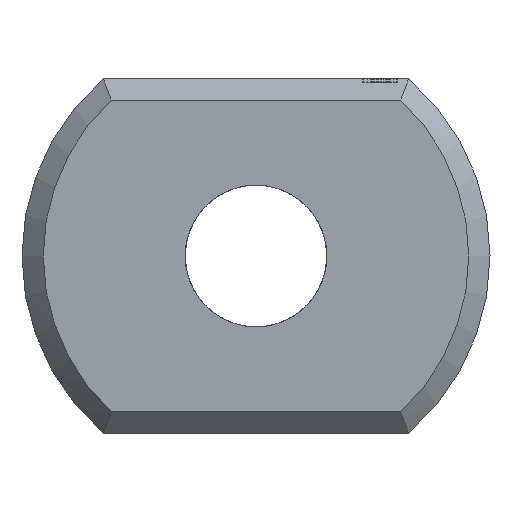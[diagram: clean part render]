
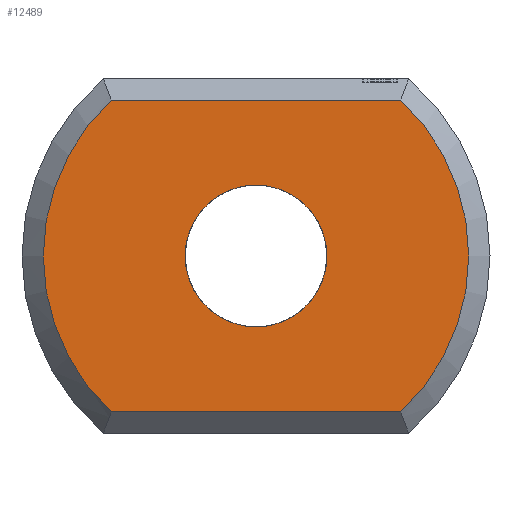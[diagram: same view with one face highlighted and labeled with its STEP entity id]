
A CAD part, left-side view. The second image highlights one B-rep face of the part: STEP entity #12489.
In plain terms, the highlighted planar face has unit normal (-1, 0, 0).
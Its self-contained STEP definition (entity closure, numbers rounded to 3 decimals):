
#298 = PLANE('',#299);
#299 = AXIS2_PLACEMENT_3D('',#300,#301,#302);
#300 = CARTESIAN_POINT('',(0.15,-2.154,-2.35));
#301 = DIRECTION('',(-0.707,0.,-0.707));
#302 = DIRECTION('',(0.,-1.,0.));
#725 = CONICAL_SURFACE('',#726,3.3,0.785);
#726 = AXIS2_PLACEMENT_3D('',#727,#728,#729);
#727 = CARTESIAN_POINT('',(0.3,0.,0.));
#728 = DIRECTION('',(1.,0.,0.));
#729 = DIRECTION('',(0.,0.653,-0.758));
#872 = CONICAL_SURFACE('',#873,3.3,0.785);
#873 = AXIS2_PLACEMENT_3D('',#874,#875,#876);
#874 = CARTESIAN_POINT('',(0.3,0.,0.));
#875 = DIRECTION('',(1.,0.,0.));
#876 = DIRECTION('',(0.,-0.653,0.758));
#909 = VERTEX_POINT('',#910);
#910 = CARTESIAN_POINT('',(0.,-2.04,-2.2));
#937 = VERTEX_POINT('',#938);
#938 = CARTESIAN_POINT('',(0.,2.04,-2.2));
#963 = EDGE_CURVE('',#909,#937,#964,.T.);
#964 = SURFACE_CURVE('',#965,(#969,#976),.PCURVE_S1.);
#965 = LINE('',#966,#967);
#966 = CARTESIAN_POINT('',(0.,-2.154,-2.2));
#967 = VECTOR('',#968,1.);
#968 = DIRECTION('',(0.,1.,0.));
#969 = PCURVE('',#298,#970);
#970 = DEFINITIONAL_REPRESENTATION('',(#971),#975);
#971 = LINE('',#972,#973);
#972 = CARTESIAN_POINT('',(0.,0.212));
#973 = VECTOR('',#974,1.);
#974 = DIRECTION('',(-1.,0.));
#975 = ( GEOMETRIC_REPRESENTATION_CONTEXT(2) 
PARAMETRIC_REPRESENTATION_CONTEXT() REPRESENTATION_CONTEXT('2D SPACE',''
  ) );
#976 = PCURVE('',#977,#982);
#977 = PLANE('',#978);
#978 = AXIS2_PLACEMENT_3D('',#979,#980,#981);
#979 = CARTESIAN_POINT('',(0.,0.,
    0.));
#980 = DIRECTION('',(1.,0.,0.));
#981 = DIRECTION('',(0.,0.,1.));
#982 = DEFINITIONAL_REPRESENTATION('',(#983),#987);
#983 = LINE('',#984,#985);
#984 = CARTESIAN_POINT('',(-2.2,2.154));
#985 = VECTOR('',#986,1.);
#986 = DIRECTION('',(0.,-1.));
#987 = ( GEOMETRIC_REPRESENTATION_CONTEXT(2) 
PARAMETRIC_REPRESENTATION_CONTEXT() REPRESENTATION_CONTEXT('2D SPACE',''
  ) );
#1763 = PLANE('',#1764);
#1764 = AXIS2_PLACEMENT_3D('',#1765,#1766,#1767);
#1765 = CARTESIAN_POINT('',(0.15,-2.154,2.35));
#1766 = DIRECTION('',(0.707,0.,-0.707
    ));
#1767 = DIRECTION('',(0.,-1.,0.));
#12276 = VERTEX_POINT('',#12277);
#12277 = CARTESIAN_POINT('',(0.,2.04,2.2));
#12302 = EDGE_CURVE('',#937,#12276,#12303,.T.);
#12303 = SURFACE_CURVE('',#12304,(#12309,#12316),.PCURVE_S1.);
#12304 = CIRCLE('',#12305,3.);
#12305 = AXIS2_PLACEMENT_3D('',#12306,#12307,#12308);
#12306 = CARTESIAN_POINT('',(0.,0.,
    0.));
#12307 = DIRECTION('',(1.,0.,0.));
#12308 = DIRECTION('',(0.,0.653,-0.758)
  );
#12309 = PCURVE('',#725,#12310);
#12310 = DEFINITIONAL_REPRESENTATION('',(#12311),#12315);
#12311 = LINE('',#12312,#12313);
#12312 = CARTESIAN_POINT('',(0.,-0.3));
#12313 = VECTOR('',#12314,1.);
#12314 = DIRECTION('',(1.,-0.));
#12315 = ( GEOMETRIC_REPRESENTATION_CONTEXT(2) 
PARAMETRIC_REPRESENTATION_CONTEXT() REPRESENTATION_CONTEXT('2D SPACE',''
  ) );
#12316 = PCURVE('',#977,#12317);
#12317 = DEFINITIONAL_REPRESENTATION('',(#12318),#12322);
#12318 = CIRCLE('',#12319,3.);
#12319 = AXIS2_PLACEMENT_2D('',#12320,#12321);
#12320 = CARTESIAN_POINT('',(0.,0.));
#12321 = DIRECTION('',(-0.758,-0.653));
#12322 = ( GEOMETRIC_REPRESENTATION_CONTEXT(2) 
PARAMETRIC_REPRESENTATION_CONTEXT() REPRESENTATION_CONTEXT('2D SPACE',''
  ) );
#12440 = VERTEX_POINT('',#12441);
#12441 = CARTESIAN_POINT('',(0.,-2.04,2.2));
#12468 = EDGE_CURVE('',#12440,#909,#12469,.T.);
#12469 = SURFACE_CURVE('',#12470,(#12475,#12482),.PCURVE_S1.);
#12470 = CIRCLE('',#12471,3.);
#12471 = AXIS2_PLACEMENT_3D('',#12472,#12473,#12474);
#12472 = CARTESIAN_POINT('',(0.,0.,
    0.));
#12473 = DIRECTION('',(1.,0.,0.));
#12474 = DIRECTION('',(0.,-0.653,0.758)
  );
#12475 = PCURVE('',#872,#12476);
#12476 = DEFINITIONAL_REPRESENTATION('',(#12477),#12481);
#12477 = LINE('',#12478,#12479);
#12478 = CARTESIAN_POINT('',(0.,-0.3));
#12479 = VECTOR('',#12480,1.);
#12480 = DIRECTION('',(1.,-0.));
#12481 = ( GEOMETRIC_REPRESENTATION_CONTEXT(2) 
PARAMETRIC_REPRESENTATION_CONTEXT() REPRESENTATION_CONTEXT('2D SPACE',''
  ) );
#12482 = PCURVE('',#977,#12483);
#12483 = DEFINITIONAL_REPRESENTATION('',(#12484),#12488);
#12484 = CIRCLE('',#12485,3.);
#12485 = AXIS2_PLACEMENT_2D('',#12486,#12487);
#12486 = CARTESIAN_POINT('',(0.,0.));
#12487 = DIRECTION('',(0.758,0.653));
#12488 = ( GEOMETRIC_REPRESENTATION_CONTEXT(2) 
PARAMETRIC_REPRESENTATION_CONTEXT() REPRESENTATION_CONTEXT('2D SPACE',''
  ) );
#12489 = ADVANCED_FACE('',(#12490,#12516),#977,.F.);
#12490 = FACE_BOUND('',#12491,.F.);
#12491 = EDGE_LOOP('',(#12492,#12493,#12514,#12515));
#12492 = ORIENTED_EDGE('',*,*,#12302,.T.);
#12493 = ORIENTED_EDGE('',*,*,#12494,.F.);
#12494 = EDGE_CURVE('',#12440,#12276,#12495,.T.);
#12495 = SURFACE_CURVE('',#12496,(#12500,#12507),.PCURVE_S1.);
#12496 = LINE('',#12497,#12498);
#12497 = CARTESIAN_POINT('',(0.,-2.154,2.2));
#12498 = VECTOR('',#12499,1.);
#12499 = DIRECTION('',(0.,1.,0.));
#12500 = PCURVE('',#977,#12501);
#12501 = DEFINITIONAL_REPRESENTATION('',(#12502),#12506);
#12502 = LINE('',#12503,#12504);
#12503 = CARTESIAN_POINT('',(2.2,2.154));
#12504 = VECTOR('',#12505,1.);
#12505 = DIRECTION('',(0.,-1.));
#12506 = ( GEOMETRIC_REPRESENTATION_CONTEXT(2) 
PARAMETRIC_REPRESENTATION_CONTEXT() REPRESENTATION_CONTEXT('2D SPACE',''
  ) );
#12507 = PCURVE('',#1763,#12508);
#12508 = DEFINITIONAL_REPRESENTATION('',(#12509),#12513);
#12509 = LINE('',#12510,#12511);
#12510 = CARTESIAN_POINT('',(0.,0.212));
#12511 = VECTOR('',#12512,1.);
#12512 = DIRECTION('',(-1.,0.));
#12513 = ( GEOMETRIC_REPRESENTATION_CONTEXT(2) 
PARAMETRIC_REPRESENTATION_CONTEXT() REPRESENTATION_CONTEXT('2D SPACE',''
  ) );
#12514 = ORIENTED_EDGE('',*,*,#12468,.T.);
#12515 = ORIENTED_EDGE('',*,*,#963,.T.);
#12516 = FACE_BOUND('',#12517,.T.);
#12517 = EDGE_LOOP('',(#12518));
#12518 = ORIENTED_EDGE('',*,*,#12519,.T.);
#12519 = EDGE_CURVE('',#12520,#12520,#12522,.T.);
#12520 = VERTEX_POINT('',#12521);
#12521 = CARTESIAN_POINT('',(0.,1.,0.));
#12522 = SURFACE_CURVE('',#12523,(#12528,#12535),.PCURVE_S1.);
#12523 = CIRCLE('',#12524,1.);
#12524 = AXIS2_PLACEMENT_3D('',#12525,#12526,#12527);
#12525 = CARTESIAN_POINT('',(0.,0.,0.));
#12526 = DIRECTION('',(1.,0.,0.));
#12527 = DIRECTION('',(0.,1.,0.));
#12528 = PCURVE('',#977,#12529);
#12529 = DEFINITIONAL_REPRESENTATION('',(#12530),#12534);
#12530 = CIRCLE('',#12531,1.);
#12531 = AXIS2_PLACEMENT_2D('',#12532,#12533);
#12532 = CARTESIAN_POINT('',(0.,0.));
#12533 = DIRECTION('',(0.,-1.));
#12534 = ( GEOMETRIC_REPRESENTATION_CONTEXT(2) 
PARAMETRIC_REPRESENTATION_CONTEXT() REPRESENTATION_CONTEXT('2D SPACE',''
  ) );
#12535 = PCURVE('',#12536,#12541);
#12536 = CYLINDRICAL_SURFACE('',#12537,1.);
#12537 = AXIS2_PLACEMENT_3D('',#12538,#12539,#12540);
#12538 = CARTESIAN_POINT('',(0.,0.,0.));
#12539 = DIRECTION('',(-1.,0.,0.));
#12540 = DIRECTION('',(0.,1.,0.));
#12541 = DEFINITIONAL_REPRESENTATION('',(#12542),#12546);
#12542 = LINE('',#12543,#12544);
#12543 = CARTESIAN_POINT('',(-0.,0.));
#12544 = VECTOR('',#12545,1.);
#12545 = DIRECTION('',(-1.,0.));
#12546 = ( GEOMETRIC_REPRESENTATION_CONTEXT(2) 
PARAMETRIC_REPRESENTATION_CONTEXT() REPRESENTATION_CONTEXT('2D SPACE',''
  ) );
